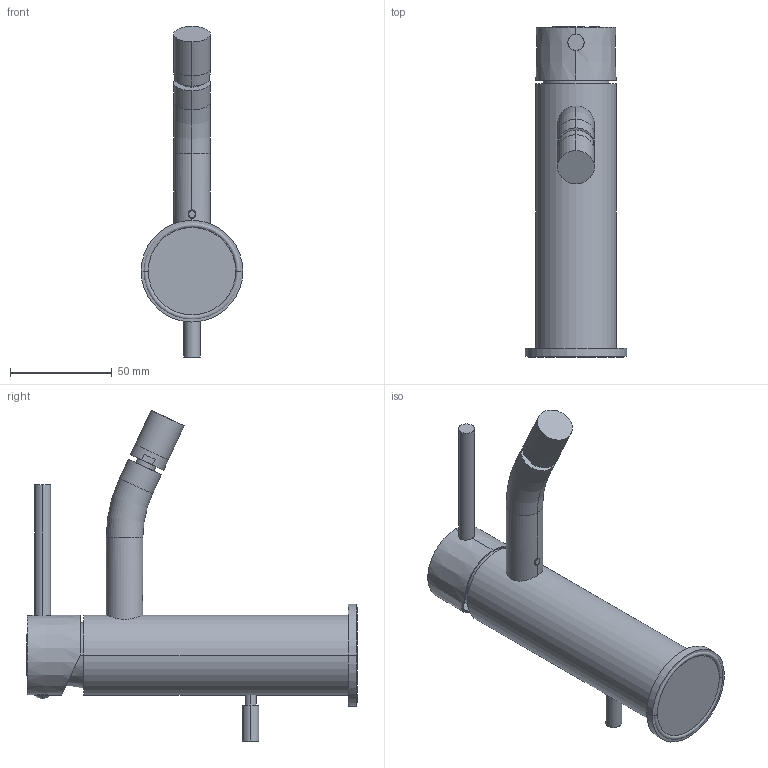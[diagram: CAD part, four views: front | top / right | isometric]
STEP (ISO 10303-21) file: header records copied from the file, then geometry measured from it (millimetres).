
FILE_DESCRIPTION((''),'2;1');
FILE_NAME('LIG135CR','2021-01-14T15:03:54',('ut3'),('PAFFONI SpA'),'CREO PARAMETRIC BY PTC INC, 2020044','CREO PARAMETRIC BY PTC INC, 2020044','');
FILE_SCHEMA(('CONFIG_CONTROL_DESIGN','SHAPE_APPEARANCE_LAYERS_GROUPS'));
Length unit declared in the file: millimetre
Products named in the file (1): LIG135CR
Bounding box: 50 x 162.65 x 162.9 mm (x, y, z)
Surface area: 43785 mm2 (no closed solid volume)
Topology: 0 solids, 25 shells, 136 faces, 360 edges, 242 vertices
Faces by surface type: plane 54, cylinder 52, cone 20, torus 8, sphere 2
Entity records: 5514 total; most frequent: CARTESIAN_POINT 1252, DIRECTION 697, ORIENTED_EDGE 628, EDGE_CURVE 356, AXIS2_PLACEMENT_3D 269, VERTEX_POINT 242, VECTOR 159, LINE 159
